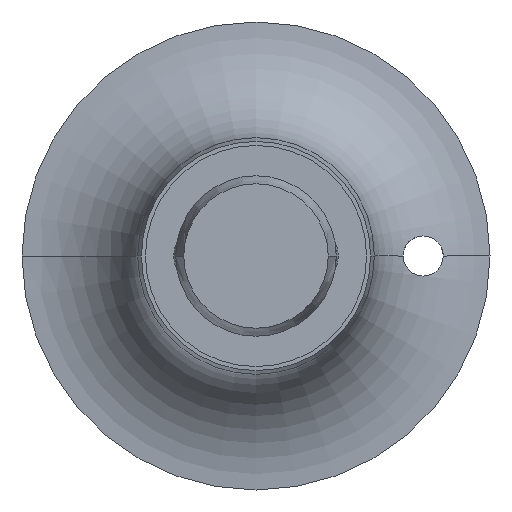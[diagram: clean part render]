
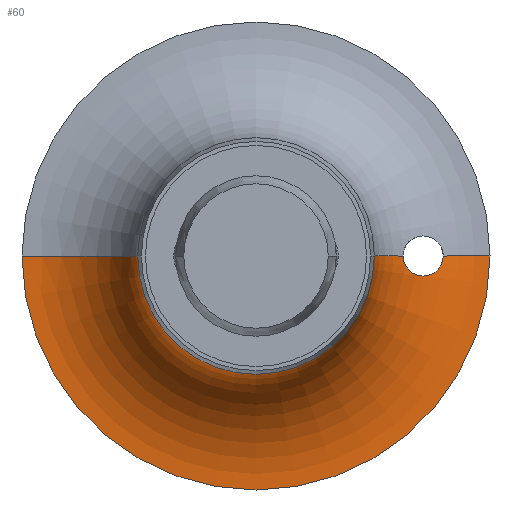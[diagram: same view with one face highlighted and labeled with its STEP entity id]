
A CAD part, front view. The second image highlights one B-rep face of the part: STEP entity #60.
In plain terms, the highlighted toroidal (fillet/blend) face has major radius 17.5 mm and minor radius 8.65 mm.
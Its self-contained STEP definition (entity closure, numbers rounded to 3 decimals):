
#60=ADVANCED_FACE('',(#142),#143,.F.);
#142=FACE_OUTER_BOUND('',#247,.T.);
#143=TOROIDAL_SURFACE('',#248,17.5,8.65);
#247=EDGE_LOOP('',(#356,#357,#358,#359,#360,#361));
#248=AXIS2_PLACEMENT_3D('',#362,#363,#364);
#356=ORIENTED_EDGE('',*,*,#615,.F.);
#357=ORIENTED_EDGE('',*,*,#616,.T.);
#358=ORIENTED_EDGE('',*,*,#617,.F.);
#359=ORIENTED_EDGE('',*,*,#611,.F.);
#360=ORIENTED_EDGE('',*,*,#618,.F.);
#361=ORIENTED_EDGE('',*,*,#619,.T.);
#362=CARTESIAN_POINT('',(0.0,13.65,0.));
#363=DIRECTION('',(-0.0,1.0,0.));
#364=DIRECTION('',(1.0,0.0,0.0));
#611=EDGE_CURVE('',#716,#718,#719,.T.);
#615=EDGE_CURVE('',#723,#724,#725,.T.);
#616=EDGE_CURVE('',#723,#726,#727,.T.);
#617=EDGE_CURVE('',#718,#726,#728,.T.);
#618=EDGE_CURVE('',#729,#716,#730,.T.);
#619=EDGE_CURVE('',#729,#724,#731,.T.);
#716=VERTEX_POINT('',#863);
#718=VERTEX_POINT('',#866);
#719=CIRCLE('',#867,17.5);
#723=VERTEX_POINT('',#872);
#724=VERTEX_POINT('',#873);
#725=CIRCLE('',#874,8.65);
#726=VERTEX_POINT('',#875);
#727=CIRCLE('',#876,8.85);
#728=CIRCLE('',#877,8.65);
#729=VERTEX_POINT('',#878);
#730=CIRCLE('',#879,8.65);
#731=B_SPLINE_CURVE_WITH_KNOTS('',3,(#880,#881,#882,#883,#884,#885,#886,#887,#888,#889,#890,#891,#892,#893,#894,#895,#896,#897,#898,#899,#900,#901,#902,#903,#904,#905,#906,#907),.UNSPECIFIED.,.F.,.F.,(4,2,2,2,2,2,2,2,2,2,2,2,2,4),(-10.924,-10.562,-10.182,-9.643,-9.082,-8.606,-8.331,-8.103,-7.846,-7.442,-6.538,-5.959,-5.535,-5.461),.UNSPECIFIED.);
#863=CARTESIAN_POINT('',(17.5,22.3,0.));
#866=CARTESIAN_POINT('',(-17.5,22.3,0.));
#867=AXIS2_PLACEMENT_3D('',#1181,#1182,#1183);
#872=CARTESIAN_POINT('',(8.85,13.65,0.));
#873=CARTESIAN_POINT('',(11.0,19.357,0.));
#874=AXIS2_PLACEMENT_3D('',#1188,#1189,#1190);
#875=CARTESIAN_POINT('',(-8.85,13.65,0.));
#876=AXIS2_PLACEMENT_3D('',#1191,#1192,#1193);
#877=AXIS2_PLACEMENT_3D('',#1194,#1195,#1196);
#878=CARTESIAN_POINT('',(14.0,21.56,0.));
#879=AXIS2_PLACEMENT_3D('',#1197,#1198,#1199);
#880=CARTESIAN_POINT('',(14.0,21.56,0.));
#881=CARTESIAN_POINT('',(14.0,21.56,-0.121));
#882=CARTESIAN_POINT('',(13.985,21.555,-0.241));
#883=CARTESIAN_POINT('',(13.927,21.531,-0.48));
#884=CARTESIAN_POINT('',(13.882,21.513,-0.597));
#885=CARTESIAN_POINT('',(13.74,21.453,-0.862));
#886=CARTESIAN_POINT('',(13.632,21.406,-0.999));
#887=CARTESIAN_POINT('',(13.374,21.284,-1.232));
#888=CARTESIAN_POINT('',(13.227,21.21,-1.323));
#889=CARTESIAN_POINT('',(12.94,21.051,-1.441));
#890=CARTESIAN_POINT('',(12.806,20.971,-1.475));
#891=CARTESIAN_POINT('',(12.595,20.836,-1.499));
#892=CARTESIAN_POINT('',(12.518,20.784,-1.502));
#893=CARTESIAN_POINT('',(12.379,20.687,-1.496));
#894=CARTESIAN_POINT('',(12.317,20.642,-1.49));
#895=CARTESIAN_POINT('',(12.188,20.545,-1.469));
#896=CARTESIAN_POINT('',(12.12,20.492,-1.453));
#897=CARTESIAN_POINT('',(11.953,20.356,-1.401));
#898=CARTESIAN_POINT('',(11.854,20.271,-1.358));
#899=CARTESIAN_POINT('',(11.554,19.996,-1.189));
#900=CARTESIAN_POINT('',(11.383,19.814,-1.027));
#901=CARTESIAN_POINT('',(11.176,19.577,-0.719));
#902=CARTESIAN_POINT('',(11.107,19.493,-0.58));
#903=CARTESIAN_POINT('',(11.028,19.393,-0.311));
#904=CARTESIAN_POINT('',(11.007,19.366,-0.191));
#905=CARTESIAN_POINT('',(11.,19.358,-0.043));
#906=CARTESIAN_POINT('',(11.0,19.357,-0.022));
#907=CARTESIAN_POINT('',(11.0,19.357,0.));
#1181=CARTESIAN_POINT('',(0.,22.3,0.));
#1182=DIRECTION('',(-0.0,1.0,0.));
#1183=DIRECTION('',(1.0,0.0,0.0));
#1188=CARTESIAN_POINT('',(17.5,13.65,0.));
#1189=DIRECTION('',(0.,0.,-1.0));
#1190=DIRECTION('',(1.0,0.,0.));
#1191=CARTESIAN_POINT('',(0.,13.65,0.));
#1192=DIRECTION('',(-0.0,1.0,0.));
#1193=DIRECTION('',(1.0,0.0,0.0));
#1194=CARTESIAN_POINT('',(-17.5,13.65,0.));
#1195=DIRECTION('',(0.,0.,-1.0));
#1196=DIRECTION('',(-1.0,0.,0.));
#1197=CARTESIAN_POINT('',(17.5,13.65,0.));
#1198=DIRECTION('',(0.,0.,-1.0));
#1199=DIRECTION('',(1.0,0.,0.));
